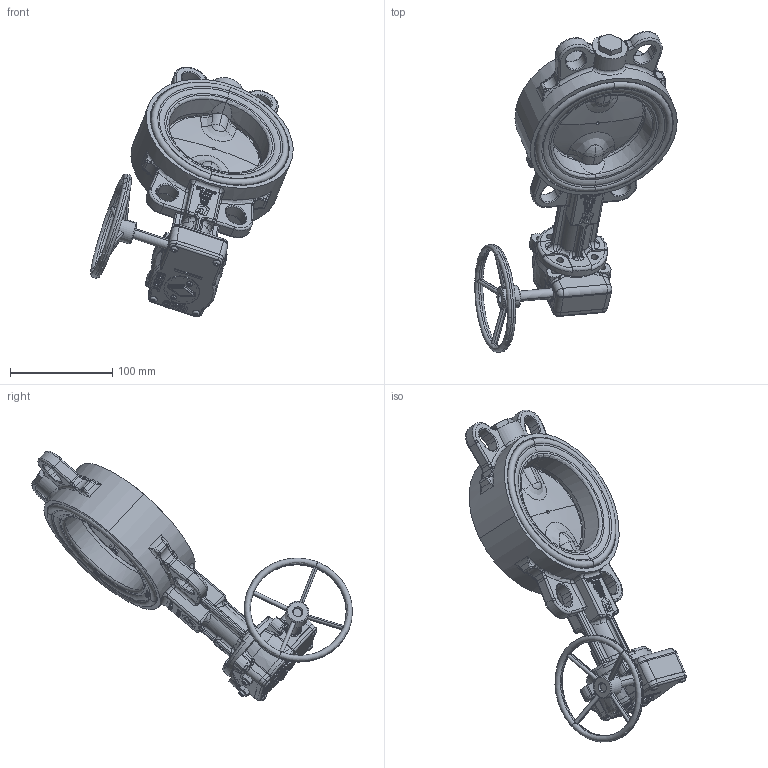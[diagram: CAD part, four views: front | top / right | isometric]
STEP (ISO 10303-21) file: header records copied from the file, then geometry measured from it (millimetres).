
FILE_DESCRIPTION (( 'STEP AP203' ), '1' );
FILE_NAME ('AK01_DN100_Getriebe.STEP', '2022-10-06T09:36:15', ( '' ), ( '' ), 'SwSTEP 2.0', 'SolidWorks 2021', '' );
FILE_SCHEMA (( 'CONFIG_CONTROL_DESIGN' ));
Length unit declared in the file: metre
Products named in the file (5): AK01_DN32-100_Getriebe - Handrad; AK01_DN100_OH; AK01_DN32-100_Getriebe; AK01_DN100_Getriebe; AK01_DN32-100_Getriebe mit Handrad
Assembly tree (4 placements, depth 3):
  AK01_DN100_Getriebe
    AK01_DN32-100_Getriebe mit Handrad
      AK01_DN32-100_Getriebe
      AK01_DN32-100_Getriebe - Handrad
    AK01_DN100_OH
Bounding box: 197.87 x 313.52 x 243.92 mm (x, y, z)
Volume: 940673.7 mm3; surface area: 175725.2 mm2
Topology: 3 solids, 30 shells, 2688 faces, 6740 edges, 4153 vertices
Faces by surface type: plane 779, bspline 626, cylinder 557, torus 353, cone 274, sphere 99
Entity records: 128618 total; most frequent: CARTESIAN_POINT 69427, ORIENTED_EDGE 13310, DIRECTION 10717, EDGE_CURVE 6655, VERTEX_POINT 4144, AXIS2_PLACEMENT_3D 4139, EDGE_LOOP 2861, ADVANCED_FACE 2688
